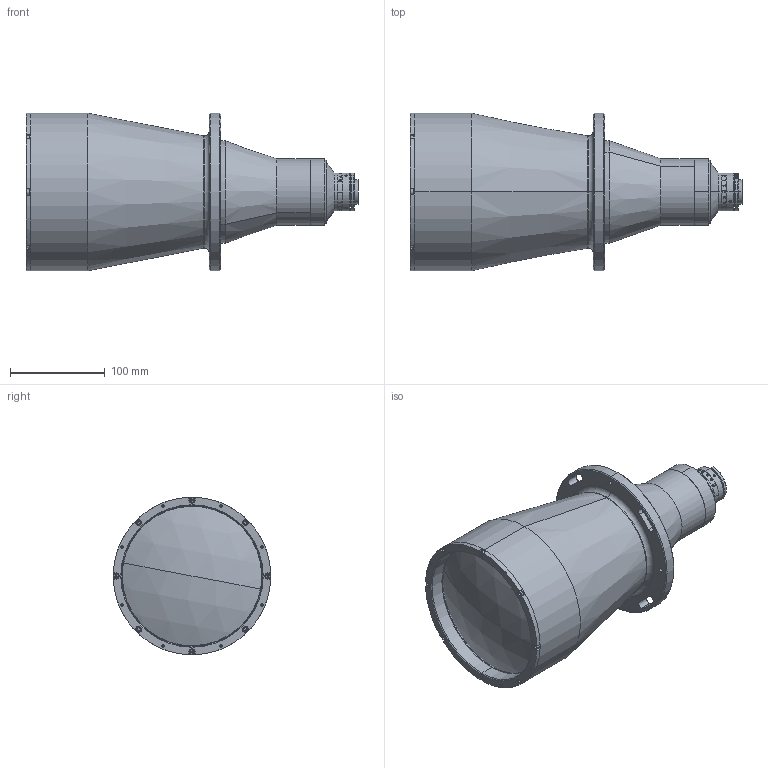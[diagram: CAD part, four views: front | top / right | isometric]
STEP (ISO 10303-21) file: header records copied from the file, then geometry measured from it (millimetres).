
FILE_DESCRIPTION (( 'STEP AP203' ), '1' );
FILE_NAME ('XF-PTL12208-00656-260C-(HD).STEP', '2018-12-25T05:14:03', ( 'lawlynn' ), ( '' ), 'SwSTEP 2.0', 'SolidWorks 2014', '' );
FILE_SCHEMA (( 'CONFIG_CONTROL_DESIGN' ));
Length unit declared in the file: millimetre
Products named in the file (1): XF-PTL12208-00656-260C-(HD)
Bounding box: 349.74 x 166 x 166 mm (x, y, z)
Surface area: 208402.6 mm2 (no closed solid volume)
Topology: 0 solids, 40 shells, 291 faces, 1330 edges, 1079 vertices
Faces by surface type: cylinder 134, plane 99, cone 34, torus 20, sphere 2, bspline 2
Entity records: 19868 total; most frequent: CARTESIAN_POINT 9239, DIRECTION 2158, ORIENTED_EDGE 1906, EDGE_CURVE 1330, VERTEX_POINT 1079, AXIS2_PLACEMENT_3D 822, CIRCLE 532, LINE 514
